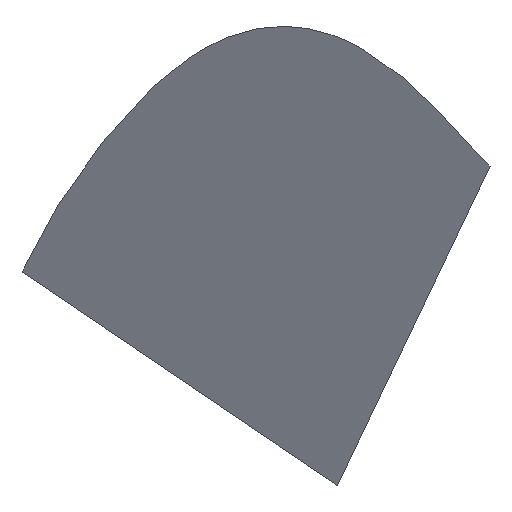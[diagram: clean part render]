
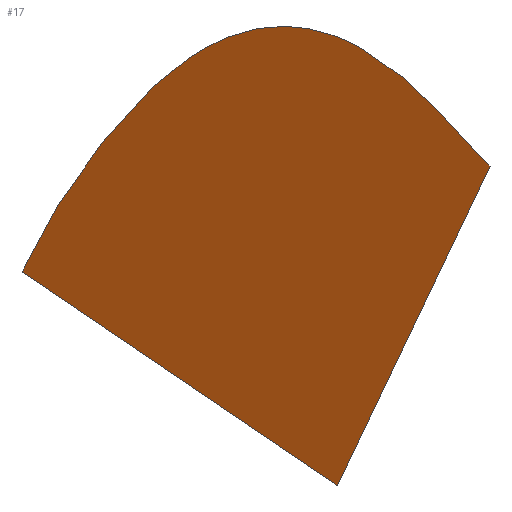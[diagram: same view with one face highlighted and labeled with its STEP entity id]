
A CAD part, top view. The second image highlights one B-rep face of the part: STEP entity #17.
In plain terms, the highlighted planar face has unit normal (-0.511, -0.077, 0.856).
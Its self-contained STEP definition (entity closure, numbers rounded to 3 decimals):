
#17 = ADVANCED_FACE('',(#18),#35,.T.);
#18 = FACE_BOUND('',#19,.F.);
#19 = EDGE_LOOP('',(#20,#49,#71,#93,#109,#125));
#20 = ORIENTED_EDGE('',*,*,#21,.T.);
#21 = EDGE_CURVE('',#22,#24,#26,.T.);
#22 = VERTEX_POINT('',#23);
#23 = CARTESIAN_POINT('',(-37.381,-9.686,
    -23.171));
#24 = VERTEX_POINT('',#25);
#25 = CARTESIAN_POINT('',(-11.704,19.705,
    -5.2));
#26 = SURFACE_CURVE('',#27,(#34),.PCURVE_S1.);
#27 = B_SPLINE_CURVE_WITH_KNOTS('',3,(#28,#29,#30,#31,#32,#33),
  .UNSPECIFIED.,.F.,.F.,(4,1,1,4),(0.,0.333,0.667,1.),
  .UNSPECIFIED.);
#28 = CARTESIAN_POINT('',(-37.381,-9.686,
    -23.171));
#29 = CARTESIAN_POINT('',(-35.318,-5.268,
    -21.542));
#30 = CARTESIAN_POINT('',(-30.649,2.824,-18.025
    ));
#31 = CARTESIAN_POINT('',(-20.654,14.639,
    -10.996));
#32 = CARTESIAN_POINT('',(-14.718,18.477,
    -7.108));
#33 = CARTESIAN_POINT('',(-11.704,19.705,
    -5.2));
#34 = PCURVE('',#35,#40);
#35 = PLANE('',#36);
#36 = AXIS2_PLACEMENT_3D('',#37,#38,#39);
#37 = CARTESIAN_POINT('',(-16.928,33.929,-7.029
    ));
#38 = DIRECTION('',(-0.511,-0.077,0.856)
  );
#39 = DIRECTION('',(-0.408,-0.855,-0.321));
#40 = DEFINITIONAL_REPRESENTATION('',(#41),#48);
#41 = B_SPLINE_CURVE_WITH_KNOTS('',3,(#42,#43,#44,#45,#46,#47),
  .UNSPECIFIED.,.F.,.F.,(4,1,1,4),(0.,0.333,0.667,1.),
  .UNSPECIFIED.);
#42 = CARTESIAN_POINT('',(50.805,0.373));
#43 = CARTESIAN_POINT('',(45.663,0.326));
#44 = CARTESIAN_POINT('',(35.713,1.13));
#45 = CARTESIAN_POINT('',(19.281,5.476));
#46 = CARTESIAN_POINT('',(12.331,9.572));
#47 = CARTESIAN_POINT('',(9.44,11.995));
#48 = ( GEOMETRIC_REPRESENTATION_CONTEXT(2) 
PARAMETRIC_REPRESENTATION_CONTEXT() REPRESENTATION_CONTEXT('2D SPACE',''
  ) );
#49 = ORIENTED_EDGE('',*,*,#50,.T.);
#50 = EDGE_CURVE('',#24,#51,#53,.T.);
#51 = VERTEX_POINT('',#52);
#52 = CARTESIAN_POINT('',(5.269,18.314,4.798));
#53 = SURFACE_CURVE('',#54,(#61),.PCURVE_S1.);
#54 = B_SPLINE_CURVE_WITH_KNOTS('',3,(#55,#56,#57,#58,#59,#60),
  .UNSPECIFIED.,.F.,.F.,(4,1,1,4),(0.,0.333,0.667,1.),
  .UNSPECIFIED.);
#55 = CARTESIAN_POINT('',(-11.704,19.705,
    -5.2));
#56 = CARTESIAN_POINT('',(-9.816,20.46,
    -4.005));
#57 = CARTESIAN_POINT('',(-6.042,21.364,
    -1.672));
#58 = CARTESIAN_POINT('',(-0.386,20.895,1.659
    ));
#59 = CARTESIAN_POINT('',(3.384,19.376,3.77)
  );
#60 = CARTESIAN_POINT('',(5.269,18.314,4.798));
#61 = PCURVE('',#35,#62);
#62 = DEFINITIONAL_REPRESENTATION('',(#63),#70);
#63 = B_SPLINE_CURVE_WITH_KNOTS('',3,(#64,#65,#66,#67,#68,#69),
  .UNSPECIFIED.,.F.,.F.,(4,1,1,4),(0.,0.333,0.667,1.),
  .UNSPECIFIED.);
#64 = CARTESIAN_POINT('',(9.44,11.995));
#65 = CARTESIAN_POINT('',(7.64,13.519));
#66 = CARTESIAN_POINT('',(4.579,16.856));
#67 = CARTESIAN_POINT('',(1.603,22.726));
#68 = CARTESIAN_POINT('',(0.686,27.213));
#69 = CARTESIAN_POINT('',(0.494,29.6));
#70 = ( GEOMETRIC_REPRESENTATION_CONTEXT(2) 
PARAMETRIC_REPRESENTATION_CONTEXT() REPRESENTATION_CONTEXT('2D SPACE',''
  ) );
#71 = ORIENTED_EDGE('',*,*,#72,.T.);
#72 = EDGE_CURVE('',#51,#73,#75,.T.);
#73 = VERTEX_POINT('',#74);
#74 = CARTESIAN_POINT('',(20.255,4.65,12.501
    ));
#75 = SURFACE_CURVE('',#76,(#83),.PCURVE_S1.);
#76 = B_SPLINE_CURVE_WITH_KNOTS('',3,(#77,#78,#79,#80,#81,#82),
  .UNSPECIFIED.,.F.,.F.,(4,1,1,4),(0.,0.333,0.667,1.),
  .UNSPECIFIED.);
#77 = CARTESIAN_POINT('',(5.269,18.314,4.798));
#78 = CARTESIAN_POINT('',(6.935,17.345,5.704)
  );
#79 = CARTESIAN_POINT('',(10.27,15.032,7.484
    ));
#80 = CARTESIAN_POINT('',(15.568,9.791,10.17
    ));
#81 = CARTESIAN_POINT('',(18.724,6.416,11.748
    ));
#82 = CARTESIAN_POINT('',(20.255,4.65,12.501
    ));
#83 = PCURVE('',#35,#84);
#84 = DEFINITIONAL_REPRESENTATION('',(#85),#92);
#85 = B_SPLINE_CURVE_WITH_KNOTS('',3,(#86,#87,#88,#89,#90,#91),
  .UNSPECIFIED.,.F.,.F.,(4,1,1,4),(0.,0.333,0.667,1.),
  .UNSPECIFIED.);
#86 = CARTESIAN_POINT('',(0.494,29.6));
#87 = CARTESIAN_POINT('',(0.352,31.726));
#88 = CARTESIAN_POINT('',(0.397,36.157));
#89 = CARTESIAN_POINT('',(1.853,43.944));
#90 = CARTESIAN_POINT('',(2.944,48.703));
#91 = CARTESIAN_POINT('',(3.587,51.073));
#92 = ( GEOMETRIC_REPRESENTATION_CONTEXT(2) 
PARAMETRIC_REPRESENTATION_CONTEXT() REPRESENTATION_CONTEXT('2D SPACE',''
  ) );
#93 = ORIENTED_EDGE('',*,*,#94,.T.);
#94 = EDGE_CURVE('',#73,#95,#97,.T.);
#95 = VERTEX_POINT('',#96);
#96 = CARTESIAN_POINT('',(21.354,3.557,13.058)
  );
#97 = SURFACE_CURVE('',#98,(#102),.PCURVE_S1.);
#98 = LINE('',#99,#100);
#99 = CARTESIAN_POINT('',(20.255,4.65,12.501
    ));
#100 = VECTOR('',#101,1.);
#101 = DIRECTION('',(0.667,-0.664,0.338));
#102 = PCURVE('',#35,#103);
#103 = DEFINITIONAL_REPRESENTATION('',(#104),#108);
#104 = LINE('',#105,#106);
#105 = CARTESIAN_POINT('',(3.587,51.073));
#106 = VECTOR('',#107,1.);
#107 = DIRECTION('',(0.186,0.982));
#108 = ( GEOMETRIC_REPRESENTATION_CONTEXT(2) 
PARAMETRIC_REPRESENTATION_CONTEXT() REPRESENTATION_CONTEXT('2D SPACE',''
  ) );
#109 = ORIENTED_EDGE('',*,*,#110,.T.);
#110 = EDGE_CURVE('',#95,#111,#113,.T.);
#111 = VERTEX_POINT('',#112);
#112 = CARTESIAN_POINT('',(2.208,-36.539,
    -1.986));
#113 = SURFACE_CURVE('',#114,(#118),.PCURVE_S1.);
#114 = LINE('',#115,#116);
#115 = CARTESIAN_POINT('',(21.354,3.557,13.058
    ));
#116 = VECTOR('',#117,1.);
#117 = DIRECTION('',(-0.408,-0.855,-0.321));
#118 = PCURVE('',#35,#119);
#119 = DEFINITIONAL_REPRESENTATION('',(#120),#124);
#120 = LINE('',#121,#122);
#121 = CARTESIAN_POINT('',(3.894,52.691));
#122 = VECTOR('',#123,1.);
#123 = DIRECTION('',(1.,0.));
#124 = ( GEOMETRIC_REPRESENTATION_CONTEXT(2) 
PARAMETRIC_REPRESENTATION_CONTEXT() REPRESENTATION_CONTEXT('2D SPACE',''
  ) );
#125 = ORIENTED_EDGE('',*,*,#126,.T.);
#126 = EDGE_CURVE('',#111,#22,#127,.T.);
#127 = SURFACE_CURVE('',#128,(#132),.PCURVE_S1.);
#128 = LINE('',#129,#130);
#129 = CARTESIAN_POINT('',(2.208,-36.539,
    -1.986));
#130 = VECTOR('',#131,1.);
#131 = DIRECTION('',(-0.757,0.513,-0.405));
#132 = PCURVE('',#35,#133);
#133 = DEFINITIONAL_REPRESENTATION('',(#134),#138);
#134 = LINE('',#135,#136);
#135 = CARTESIAN_POINT('',(50.805,52.691));
#136 = VECTOR('',#137,1.);
#137 = DIRECTION('',(0.,-1.));
#138 = ( GEOMETRIC_REPRESENTATION_CONTEXT(2) 
PARAMETRIC_REPRESENTATION_CONTEXT() REPRESENTATION_CONTEXT('2D SPACE',''
  ) );
